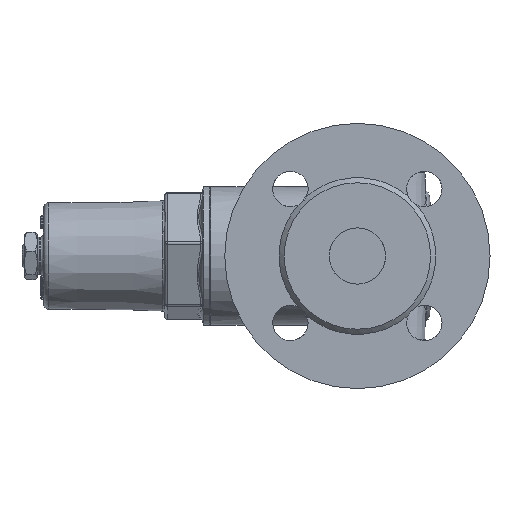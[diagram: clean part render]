
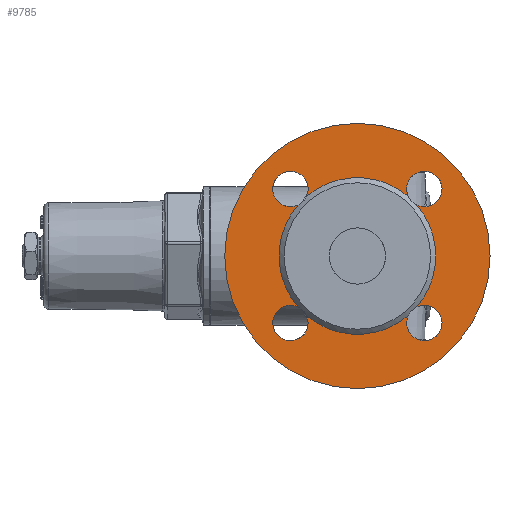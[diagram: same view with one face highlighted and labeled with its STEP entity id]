
A CAD part, left-side view. The second image highlights one B-rep face of the part: STEP entity #9785.
In plain terms, the highlighted planar face has unit normal (-1, 0, 0).
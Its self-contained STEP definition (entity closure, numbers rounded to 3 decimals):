
#148=FACE_BOUND('',#2687,.T.);
#2060=FACE_OUTER_BOUND('',#2686,.T.);
#2686=EDGE_LOOP('',(#6535));
#2687=EDGE_LOOP('',(#6536,#6537,#6538,#6539,#6540,#6541,#6542,#6543,#6544,
#6545,#6546,#6547,#6548));
#3324=CIRCLE('',#10429,7.);
#3325=CIRCLE('',#10430,7.);
#3326=CIRCLE('',#10432,7.);
#3327=CIRCLE('',#10433,7.);
#3328=CIRCLE('',#10435,7.);
#3329=CIRCLE('',#10436,7.);
#3330=CIRCLE('',#10438,7.);
#3331=CIRCLE('',#10439,7.);
#3333=CIRCLE('',#10442,52.5);
#3348=CIRCLE('',#10465,31.);
#3349=CIRCLE('',#10466,31.);
#3351=CIRCLE('',#10468,31.);
#3352=CIRCLE('',#10469,31.);
#3353=CIRCLE('',#10470,31.);
#3758=VERTEX_POINT('',#13453);
#3759=VERTEX_POINT('',#13454);
#3760=VERTEX_POINT('',#13456);
#3763=VERTEX_POINT('',#13510);
#3764=VERTEX_POINT('',#13511);
#3765=VERTEX_POINT('',#13513);
#3768=VERTEX_POINT('',#13567);
#3769=VERTEX_POINT('',#13568);
#3770=VERTEX_POINT('',#13570);
#3773=VERTEX_POINT('',#13624);
#3774=VERTEX_POINT('',#13625);
#3775=VERTEX_POINT('',#13636);
#3780=VERTEX_POINT('',#13684);
#3794=VERTEX_POINT('',#13848);
#4799=EDGE_CURVE('',#3758,#3759,#3324,.T.);
#4801=EDGE_CURVE('',#3759,#3760,#3325,.T.);
#4805=EDGE_CURVE('',#3763,#3764,#3326,.T.);
#4807=EDGE_CURVE('',#3764,#3765,#3327,.T.);
#4811=EDGE_CURVE('',#3768,#3769,#3328,.T.);
#4813=EDGE_CURVE('',#3769,#3770,#3329,.T.);
#4818=EDGE_CURVE('',#3775,#3773,#3330,.T.);
#4822=EDGE_CURVE('',#3774,#3775,#3331,.T.);
#4825=EDGE_CURVE('',#3780,#3780,#3333,.T.);
#4847=EDGE_CURVE('',#3758,#3765,#3348,.T.);
#4848=EDGE_CURVE('',#3763,#3794,#3349,.T.);
#4851=EDGE_CURVE('',#3794,#3770,#3351,.T.);
#4852=EDGE_CURVE('',#3768,#3773,#3352,.T.);
#4853=EDGE_CURVE('',#3774,#3760,#3353,.T.);
#6535=ORIENTED_EDGE('',*,*,#4825,.T.);
#6536=ORIENTED_EDGE('',*,*,#4799,.T.);
#6537=ORIENTED_EDGE('',*,*,#4801,.T.);
#6538=ORIENTED_EDGE('',*,*,#4853,.F.);
#6539=ORIENTED_EDGE('',*,*,#4822,.T.);
#6540=ORIENTED_EDGE('',*,*,#4818,.T.);
#6541=ORIENTED_EDGE('',*,*,#4852,.F.);
#6542=ORIENTED_EDGE('',*,*,#4811,.T.);
#6543=ORIENTED_EDGE('',*,*,#4813,.T.);
#6544=ORIENTED_EDGE('',*,*,#4851,.F.);
#6545=ORIENTED_EDGE('',*,*,#4848,.F.);
#6546=ORIENTED_EDGE('',*,*,#4805,.T.);
#6547=ORIENTED_EDGE('',*,*,#4807,.T.);
#6548=ORIENTED_EDGE('',*,*,#4847,.F.);
#9642=PLANE('',#10471);
#9785=ADVANCED_FACE('',(#2060,#148),#9642,.F.);
#10429=AXIS2_PLACEMENT_3D('',#13455,#11228,#11229);
#10430=AXIS2_PLACEMENT_3D('',#13467,#11230,#11231);
#10432=AXIS2_PLACEMENT_3D('',#13512,#11235,#11236);
#10433=AXIS2_PLACEMENT_3D('',#13524,#11237,#11238);
#10435=AXIS2_PLACEMENT_3D('',#13569,#11242,#11243);
#10436=AXIS2_PLACEMENT_3D('',#13581,#11244,#11245);
#10438=AXIS2_PLACEMENT_3D('',#13637,#11249,#11250);
#10439=AXIS2_PLACEMENT_3D('',#13679,#11252,#11253);
#10442=AXIS2_PLACEMENT_3D('',#13686,#11259,#11260);
#10465=AXIS2_PLACEMENT_3D('',#13847,#11307,#11308);
#10466=AXIS2_PLACEMENT_3D('',#13849,#11309,#11310);
#10468=AXIS2_PLACEMENT_3D('',#13853,#11314,#11315);
#10469=AXIS2_PLACEMENT_3D('',#13854,#11316,#11317);
#10470=AXIS2_PLACEMENT_3D('',#13855,#11318,#11319);
#10471=AXIS2_PLACEMENT_3D('',#13856,#11320,#11321);
#11228=DIRECTION('center_axis',(1.,0.,0.));
#11229=DIRECTION('ref_axis',(0.,1.,0.));
#11230=DIRECTION('center_axis',(1.,0.,0.));
#11231=DIRECTION('ref_axis',(0.,1.,0.));
#11235=DIRECTION('center_axis',(1.,0.,0.));
#11236=DIRECTION('ref_axis',(0.,0.,-1.));
#11237=DIRECTION('center_axis',(1.,0.,0.));
#11238=DIRECTION('ref_axis',(0.,0.,-1.));
#11242=DIRECTION('center_axis',(1.,0.,0.));
#11243=DIRECTION('ref_axis',(0.,-1.,0.));
#11244=DIRECTION('center_axis',(1.,0.,0.));
#11245=DIRECTION('ref_axis',(0.,-1.,0.));
#11249=DIRECTION('center_axis',(1.,0.,0.));
#11250=DIRECTION('ref_axis',(0.,0.,1.));
#11252=DIRECTION('center_axis',(1.,0.,0.));
#11253=DIRECTION('ref_axis',(0.,0.,1.));
#11259=DIRECTION('center_axis',(-1.,0.,0.));
#11260=DIRECTION('ref_axis',(0.,0.,1.));
#11307=DIRECTION('center_axis',(-1.,0.,0.));
#11308=DIRECTION('ref_axis',(0.,0.,1.));
#11309=DIRECTION('center_axis',(-1.,0.,0.));
#11310=DIRECTION('ref_axis',(0.,0.,1.));
#11314=DIRECTION('center_axis',(-1.,0.,0.));
#11315=DIRECTION('ref_axis',(0.,0.,1.));
#11316=DIRECTION('center_axis',(-1.,0.,0.));
#11317=DIRECTION('ref_axis',(0.,0.,1.));
#11318=DIRECTION('center_axis',(-1.,0.,0.));
#11319=DIRECTION('ref_axis',(0.,0.,1.));
#11320=DIRECTION('center_axis',(1.,0.,0.));
#11321=DIRECTION('ref_axis',(0.,0.,-1.));
#13453=CARTESIAN_POINT('',(-73.,20.188,-23.526));
#13454=CARTESIAN_POINT('',(-73.,19.517,-26.517));
#13455=CARTESIAN_POINT('Origin',(-73.,26.517,-26.517));
#13456=CARTESIAN_POINT('',(-73.,23.526,-20.188));
#13467=CARTESIAN_POINT('Origin',(-73.,26.517,-26.517));
#13510=CARTESIAN_POINT('',(-73.,-23.526,-20.188));
#13511=CARTESIAN_POINT('',(-73.,-26.517,-19.517));
#13512=CARTESIAN_POINT('Origin',(-73.,-26.517,-26.517));
#13513=CARTESIAN_POINT('',(-73.,-20.188,-23.526));
#13524=CARTESIAN_POINT('Origin',(-73.,-26.517,-26.517));
#13567=CARTESIAN_POINT('',(-73.,-20.188,23.526));
#13568=CARTESIAN_POINT('',(-73.,-19.517,26.517));
#13569=CARTESIAN_POINT('Origin',(-73.,-26.517,26.517));
#13570=CARTESIAN_POINT('',(-73.,-23.526,20.188));
#13581=CARTESIAN_POINT('Origin',(-73.,-26.517,26.517));
#13624=CARTESIAN_POINT('',(-73.,20.188,23.526));
#13625=CARTESIAN_POINT('',(-73.,23.526,20.188));
#13636=CARTESIAN_POINT('',(-73.,26.517,19.517));
#13637=CARTESIAN_POINT('Origin',(-73.,26.517,26.517));
#13679=CARTESIAN_POINT('Origin',(-73.,26.517,26.517));
#13684=CARTESIAN_POINT('',(-73.,-52.5,0.));
#13686=CARTESIAN_POINT('Origin',(-73.,0.,0.));
#13847=CARTESIAN_POINT('Origin',(-73.,0.,0.));
#13848=CARTESIAN_POINT('',(-73.,-31.,0.));
#13849=CARTESIAN_POINT('Origin',(-73.,0.,0.));
#13853=CARTESIAN_POINT('Origin',(-73.,0.,0.));
#13854=CARTESIAN_POINT('Origin',(-73.,0.,0.));
#13855=CARTESIAN_POINT('Origin',(-73.,0.,0.));
#13856=CARTESIAN_POINT('Origin',(-73.,52.5,0.));
